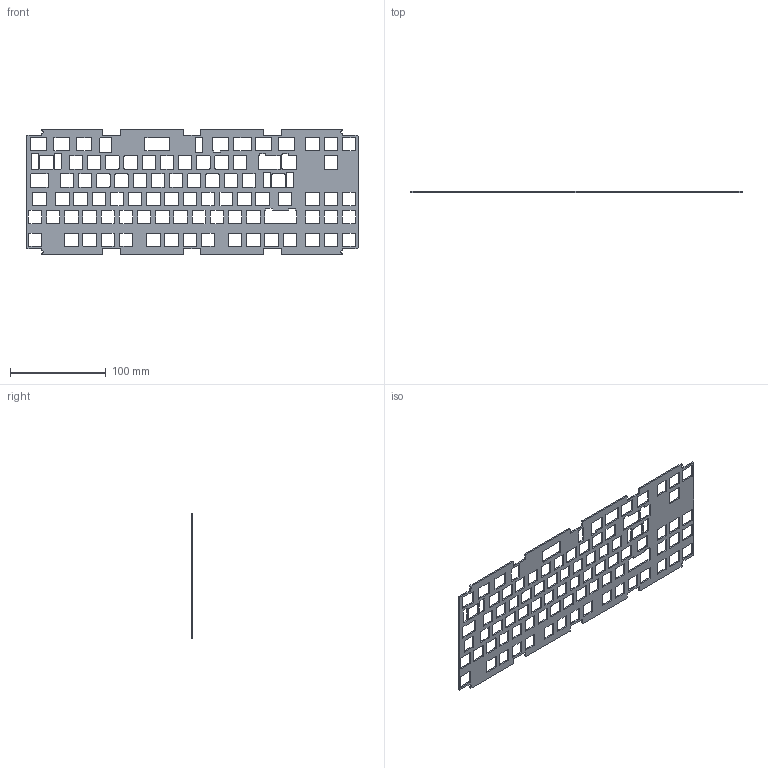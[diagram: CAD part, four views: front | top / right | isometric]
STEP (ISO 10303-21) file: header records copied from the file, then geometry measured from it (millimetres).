
FILE_DESCRIPTION(/* description */ (''),/* implementation_level */ '2;1');
FILE_NAME(/* name */ 'No1Rev2-Plate.step',/* time_stamp */ '2021-08-19T18:07:28-04:00',/* author */ (''),/* organization */ (''),/* preprocessor_version */ 'ST-DEVELOPER v18.1',/* originating_system */ 'Autodesk Translation Framework v10.9.0.1377',/* authorisation */ '');
FILE_SCHEMA (('AUTOMOTIVE_DESIGN { 1 0 10303 214 3 1 1 }'));
Length unit declared in the file: millimetre
Products named in the file (1): Plate-NoLeaf
Bounding box: 347.61 x 1.5 x 131.01 mm (x, y, z)
Volume: 38265.1 mm3; surface area: 60468.6 mm2
Topology: 1 solids, 1 shells, 861 faces, 2577 edges, 1718 vertices
Faces by surface type: plane 436, cylinder 425
Entity records: 29637 total; most frequent: CARTESIAN_POINT 5157, ORIENTED_EDGE 5154, DIRECTION 5151, EDGE_CURVE 2577, LINE 1727, VECTOR 1727, VERTEX_POINT 1718, AXIS2_PLACEMENT_3D 1712
